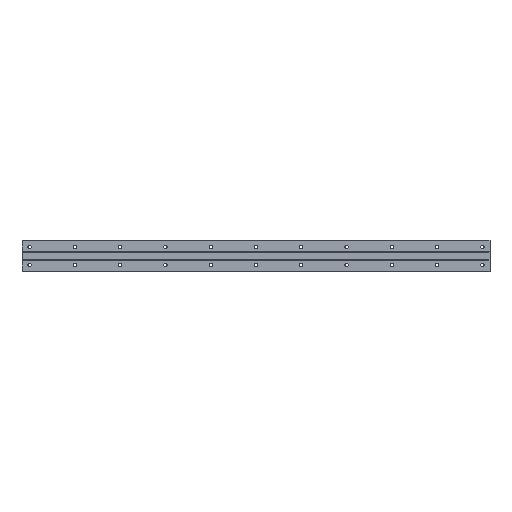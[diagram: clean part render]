
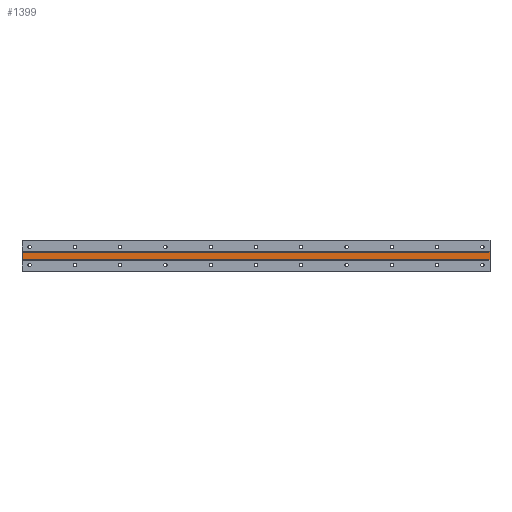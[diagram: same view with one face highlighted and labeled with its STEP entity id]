
A CAD part, front view. The second image highlights one B-rep face of the part: STEP entity #1399.
In plain terms, the highlighted planar face has unit normal (0, -1, 0).
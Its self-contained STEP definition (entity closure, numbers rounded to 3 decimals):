
#29 = DIRECTION ( 'NONE',  ( 0., 0., -1. ) ) ;
#208 = EDGE_CURVE ( 'NONE', #4001, #3290, #2587, .T. ) ;
#358 = DIRECTION ( 'NONE',  ( 0., 0., -1. ) ) ;
#470 = EDGE_LOOP ( 'NONE', ( #631, #2743, #697, #4067 ) ) ;
#519 = VECTOR ( 'NONE', #3246, 1000. ) ;
#546 = DIRECTION ( 'NONE',  ( 0., 0., 1. ) ) ;
#631 = ORIENTED_EDGE ( 'NONE', *, *, #208, .F. ) ;
#696 = LINE ( 'NONE', #2103, #2889 ) ;
#697 = ORIENTED_EDGE ( 'NONE', *, *, #3296, .T. ) ;
#772 = VERTEX_POINT ( 'NONE', #1121 ) ;
#961 = CARTESIAN_POINT ( 'NONE',  ( 610., 1., -5. ) ) ;
#1121 = CARTESIAN_POINT ( 'NONE',  ( 610., 1., 5. ) ) ;
#1399 = ADVANCED_FACE ( 'NONE', ( #4104 ), #3390, .F. ) ;
#1617 = DIRECTION ( 'NONE',  ( 0., 1., 0. ) ) ;
#1638 = CARTESIAN_POINT ( 'NONE',  ( 610., 1., 5. ) ) ;
#1766 = CARTESIAN_POINT ( 'NONE',  ( -10., 1., 5. ) ) ;
#2103 = CARTESIAN_POINT ( 'NONE',  ( 610., 1., 20.827 ) ) ;
#2551 = LINE ( 'NONE', #3609, #3513 ) ;
#2587 = LINE ( 'NONE', #3300, #519 ) ;
#2679 = EDGE_CURVE ( 'NONE', #772, #4001, #696, .T. ) ;
#2686 = VECTOR ( 'NONE', #358, 1000. ) ;
#2705 = LINE ( 'NONE', #4124, #2686 ) ;
#2743 = ORIENTED_EDGE ( 'NONE', *, *, #2679, .F. ) ;
#2889 = VECTOR ( 'NONE', #29, 1000. ) ;
#2944 = DIRECTION ( 'NONE',  ( -1., 0., 0. ) ) ;
#3016 = AXIS2_PLACEMENT_3D ( 'NONE', #1638, #1617, #546 ) ;
#3233 = CARTESIAN_POINT ( 'NONE',  ( -10., 1., -5. ) ) ;
#3246 = DIRECTION ( 'NONE',  ( -1., 0., 0. ) ) ;
#3290 = VERTEX_POINT ( 'NONE', #3233 ) ;
#3296 = EDGE_CURVE ( 'NONE', #772, #4488, #2551, .T. ) ;
#3300 = CARTESIAN_POINT ( 'NONE',  ( 610., 1., -5. ) ) ;
#3390 = PLANE ( 'NONE',  #3016 ) ;
#3513 = VECTOR ( 'NONE', #2944, 1000. ) ;
#3609 = CARTESIAN_POINT ( 'NONE',  ( 610., 1., 5. ) ) ;
#3971 = EDGE_CURVE ( 'NONE', #4488, #3290, #2705, .T. ) ;
#4001 = VERTEX_POINT ( 'NONE', #961 ) ;
#4067 = ORIENTED_EDGE ( 'NONE', *, *, #3971, .T. ) ;
#4104 = FACE_OUTER_BOUND ( 'NONE', #470, .T. ) ;
#4124 = CARTESIAN_POINT ( 'NONE',  ( -10., 1., 20.827 ) ) ;
#4488 = VERTEX_POINT ( 'NONE', #1766 ) ;
